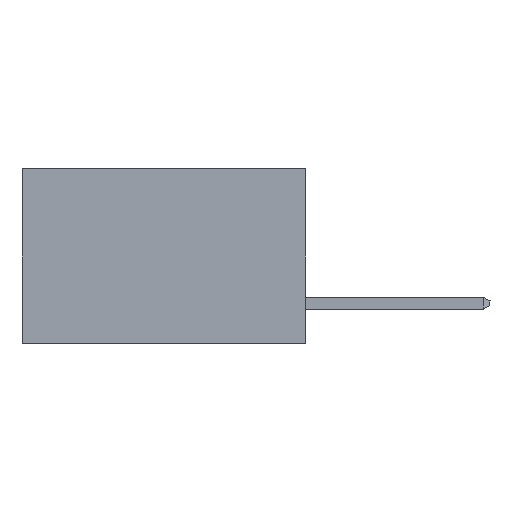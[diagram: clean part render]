
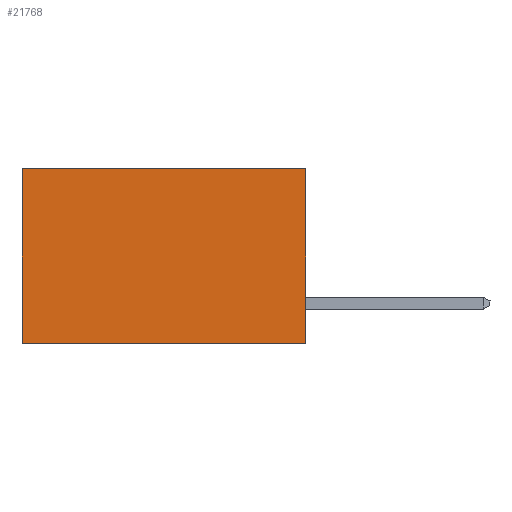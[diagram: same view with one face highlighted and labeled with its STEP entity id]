
A CAD part, left-side view. The second image highlights one B-rep face of the part: STEP entity #21768.
In plain terms, the highlighted planar face has unit normal (-1, 0, 0).
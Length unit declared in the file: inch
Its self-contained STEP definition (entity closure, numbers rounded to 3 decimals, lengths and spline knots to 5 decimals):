
#991 = DIRECTION ( 'NONE',  ( 0., 0., -1. ) ) ;
#1260 = EDGE_CURVE ( 'NONE', #3591, #2515, #10862, .T. ) ;
#1542 = CARTESIAN_POINT ( 'NONE',  ( 0.2615, 0., -0.37 ) ) ;
#2420 = EDGE_CURVE ( 'NONE', #10267, #2515, #3238, .T. ) ;
#2515 = VERTEX_POINT ( 'NONE', #14183 ) ;
#2701 = CARTESIAN_POINT ( 'NONE',  ( 0.2615, 0., -0.37 ) ) ;
#2908 = ORIENTED_EDGE ( 'NONE', *, *, #1260, .T. ) ;
#3238 = LINE ( 'NONE', #1542, #6609 ) ;
#3591 = VERTEX_POINT ( 'NONE', #8994 ) ;
#4371 = ORIENTED_EDGE ( 'NONE', *, *, #2420, .F. ) ;
#5878 = VECTOR ( 'NONE', #8964, 39.37008 ) ;
#6609 = VECTOR ( 'NONE', #15098, 39.37008 ) ;
#6630 = CARTESIAN_POINT ( 'NONE',  ( 0.2615, 0., -0.37 ) ) ;
#7605 = VECTOR ( 'NONE', #11183, 39.37008 ) ;
#7926 = EDGE_CURVE ( 'NONE', #18420, #10267, #13903, .T. ) ;
#8652 = CARTESIAN_POINT ( 'NONE',  ( 0.2615, 0., -0.37 ) ) ;
#8964 = DIRECTION ( 'NONE',  ( 0., 1., 0. ) ) ;
#8994 = CARTESIAN_POINT ( 'NONE',  ( 0.2615, 0.6, 0. ) ) ;
#9155 = AXIS2_PLACEMENT_3D ( 'NONE', #2701, #18121, #991 ) ;
#10267 = VERTEX_POINT ( 'NONE', #6630 ) ;
#10862 = LINE ( 'NONE', #14728, #7605 ) ;
#11071 = ORIENTED_EDGE ( 'NONE', *, *, #16301, .T. ) ;
#11143 = FACE_OUTER_BOUND ( 'NONE', #12896, .T. ) ;
#11183 = DIRECTION ( 'NONE',  ( 0., 0., -1. ) ) ;
#11893 = CARTESIAN_POINT ( 'NONE',  ( 0.2615, 0., 0. ) ) ;
#12107 = CARTESIAN_POINT ( 'NONE',  ( 0.2615, 0., 0. ) ) ;
#12896 = EDGE_LOOP ( 'NONE', ( #2908, #4371, #17450, #11071 ) ) ;
#13903 = LINE ( 'NONE', #8652, #15182 ) ;
#14183 = CARTESIAN_POINT ( 'NONE',  ( 0.2615, 0.6, -0.37 ) ) ;
#14728 = CARTESIAN_POINT ( 'NONE',  ( 0.2615, 0.6, -0.37 ) ) ;
#15098 = DIRECTION ( 'NONE',  ( 0., 1., 0. ) ) ;
#15182 = VECTOR ( 'NONE', #15864, 39.37008 ) ;
#15864 = DIRECTION ( 'NONE',  ( 0., 0., -1. ) ) ;
#16301 = EDGE_CURVE ( 'NONE', #18420, #3591, #20725, .T. ) ;
#17450 = ORIENTED_EDGE ( 'NONE', *, *, #7926, .F. ) ;
#18121 = DIRECTION ( 'NONE',  ( 1., 0., 0. ) ) ;
#18420 = VERTEX_POINT ( 'NONE', #11893 ) ;
#20725 = LINE ( 'NONE', #12107, #5878 ) ;
#21768 = ADVANCED_FACE ( 'NONE', ( #11143 ), #21878, .F. ) ;
#21878 = PLANE ( 'NONE',  #9155 ) ;
